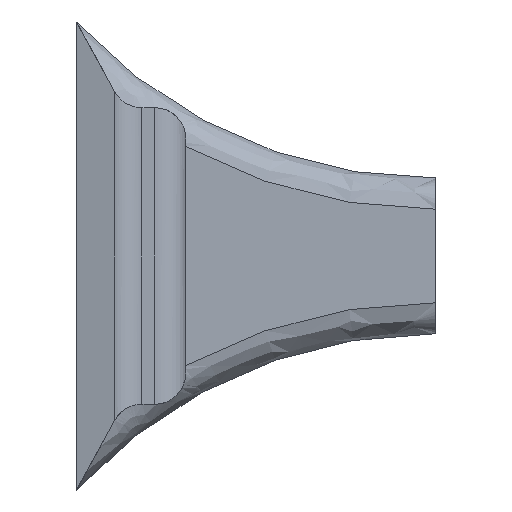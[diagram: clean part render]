
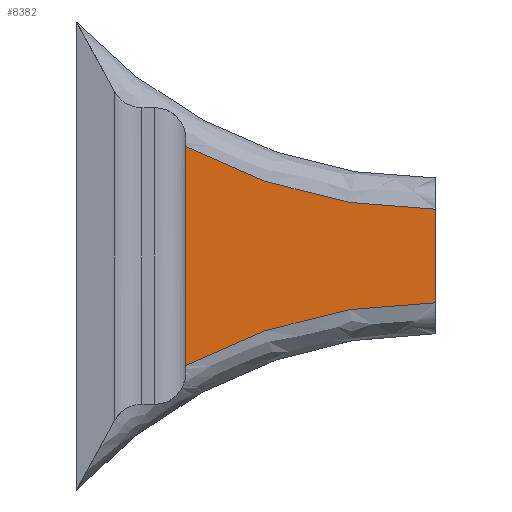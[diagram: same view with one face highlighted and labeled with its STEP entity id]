
A CAD part, left-side view. The second image highlights one B-rep face of the part: STEP entity #8382.
In plain terms, the highlighted planar face has unit normal (-1, 0, 0).
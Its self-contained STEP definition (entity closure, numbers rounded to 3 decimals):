
#813 = DIRECTION ( 'NONE',  ( 0., -1., 0. ) ) ;
#1625 = ORIENTED_EDGE ( 'NONE', *, *, #3179, .F. ) ;
#1815 = CARTESIAN_POINT ( 'NONE',  ( -53., 16., 1.033 ) ) ;
#1939 =( BOUNDED_CURVE ( )  B_SPLINE_CURVE ( 3, ( #5257, #12602, #8383, #8521 ),
 .UNSPECIFIED., .F., .F. ) 
 B_SPLINE_CURVE_WITH_KNOTS ( ( 4, 4 ),
 ( 0., 1. ),
 .UNSPECIFIED. ) 
 CURVE ( )  GEOMETRIC_REPRESENTATION_ITEM ( )  RATIONAL_B_SPLINE_CURVE ( ( 1., 0.979, 0.979, 1. ) ) 
 REPRESENTATION_ITEM ( '' )  );
#2445 = CARTESIAN_POINT ( 'NONE',  ( -53., 0., -9. ) ) ;
#2742 = DIRECTION ( 'NONE',  ( 0., 0., 1. ) ) ;
#2870 =( BOUNDED_CURVE ( )  B_SPLINE_CURVE ( 3, ( #1815, #6049, #9045, #3891 ),
 .UNSPECIFIED., .F., .F. ) 
 B_SPLINE_CURVE_WITH_KNOTS ( ( 4, 4 ),
 ( 0., 1. ),
 .UNSPECIFIED. ) 
 CURVE ( )  GEOMETRIC_REPRESENTATION_ITEM ( )  RATIONAL_B_SPLINE_CURVE ( ( 1., 0.979, 0.979, 1. ) ) 
 REPRESENTATION_ITEM ( '' )  );
#3179 = EDGE_CURVE ( 'NONE', #3548, #5626, #2870, .T. ) ;
#3548 = VERTEX_POINT ( 'NONE', #5091 ) ;
#3846 = VERTEX_POINT ( 'NONE', #2445 ) ;
#3891 = CARTESIAN_POINT ( 'NONE',  ( -53., 0., -3. ) ) ;
#4054 = PLANE ( 'NONE',  #6931 ) ;
#4064 = DIRECTION ( 'NONE',  ( 0., 0., 1. ) ) ;
#4118 = CARTESIAN_POINT ( 'NONE',  ( -53., 14.767, -6. ) ) ;
#4751 = CARTESIAN_POINT ( 'NONE',  ( -53., 16., -6. ) ) ;
#4985 = EDGE_CURVE ( 'NONE', #13108, #3548, #10833, .T. ) ;
#5091 = CARTESIAN_POINT ( 'NONE',  ( -53., 16., 1.033 ) ) ;
#5257 = CARTESIAN_POINT ( 'NONE',  ( -53., 0., -9. ) ) ;
#5626 = VERTEX_POINT ( 'NONE', #6114 ) ;
#6049 = CARTESIAN_POINT ( 'NONE',  ( -53., 11.067, -1.658 ) ) ;
#6114 = CARTESIAN_POINT ( 'NONE',  ( -53., 0., -3. ) ) ;
#6502 = ORIENTED_EDGE ( 'NONE', *, *, #11509, .T. ) ;
#6931 = AXIS2_PLACEMENT_3D ( 'NONE', #4118, #13209, #813 ) ;
#7228 = ORIENTED_EDGE ( 'NONE', *, *, #4985, .F. ) ;
#7625 = EDGE_CURVE ( 'NONE', #3846, #13108, #1939, .T. ) ;
#8382 = ADVANCED_FACE ( 'NONE', ( #12136 ), #4054, .F. ) ;
#8383 = CARTESIAN_POINT ( 'NONE',  ( -53., 11.067, -10.342 ) ) ;
#8521 = CARTESIAN_POINT ( 'NONE',  ( -53., 16., -13.033 ) ) ;
#9006 = VECTOR ( 'NONE', #2742, 1000. ) ;
#9045 = CARTESIAN_POINT ( 'NONE',  ( -53., 5.619, -3.031 ) ) ;
#10337 = LINE ( 'NONE', #12484, #12867 ) ;
#10616 = CARTESIAN_POINT ( 'NONE',  ( -53., 16., -13.033 ) ) ;
#10833 = LINE ( 'NONE', #4751, #9006 ) ;
#11447 = ORIENTED_EDGE ( 'NONE', *, *, #7625, .F. ) ;
#11509 = EDGE_CURVE ( 'NONE', #3846, #5626, #10337, .T. ) ;
#12136 = FACE_OUTER_BOUND ( 'NONE', #12742, .T. ) ;
#12484 = CARTESIAN_POINT ( 'NONE',  ( -53., 0., -6. ) ) ;
#12602 = CARTESIAN_POINT ( 'NONE',  ( -53., 5.619, -8.969 ) ) ;
#12742 = EDGE_LOOP ( 'NONE', ( #7228, #11447, #6502, #1625 ) ) ;
#12867 = VECTOR ( 'NONE', #4064, 1000. ) ;
#13108 = VERTEX_POINT ( 'NONE', #10616 ) ;
#13209 = DIRECTION ( 'NONE',  ( 1., 0., 0. ) ) ;
